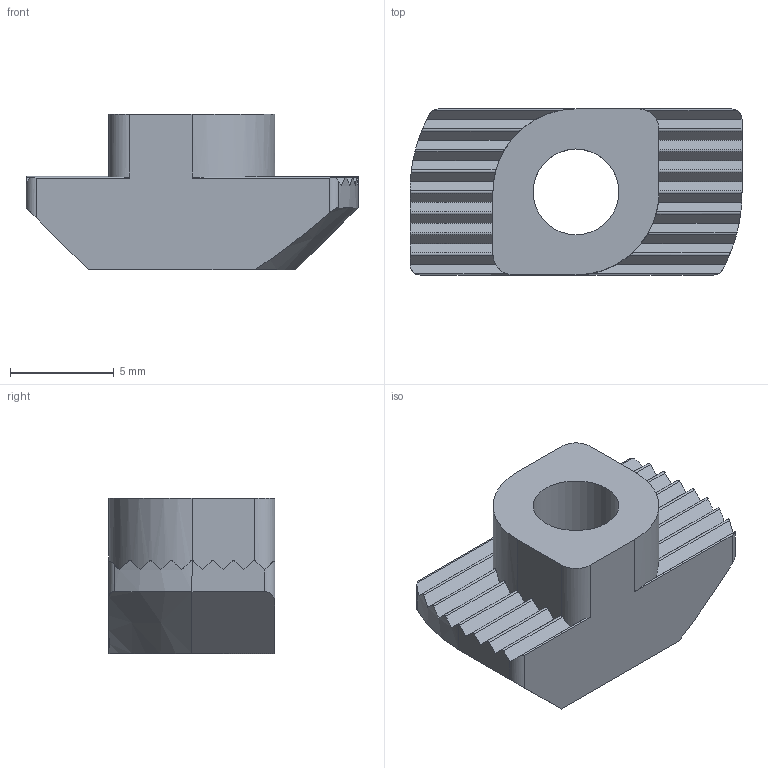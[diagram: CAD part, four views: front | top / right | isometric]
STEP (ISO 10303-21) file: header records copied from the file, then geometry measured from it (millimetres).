
FILE_DESCRIPTION((''),'2;1');
FILE_NAME('AR3394.stp','2016-07-14T10:27:29',('Envy'),(''),'Autodesk Inventor 2013','Autodesk Inventor 2013','');
FILE_SCHEMA(('AUTOMOTIVE_DESIGN { 1 0 10303 214 1 1 1 1 }'));
Length unit declared in the file: millimetre
Products named in the file (1): AR3394
Bounding box: 16 x 8 x 7.5 mm (x, y, z)
Volume: 543.9 mm3; surface area: 587.3 mm2
Topology: 1 solids, 1 shells, 73 faces, 230 edges, 159 vertices
Faces by surface type: plane 42, cylinder 29, cone 2
Full cylindrical faces by diameter (mm): 4.134 x1
Entity records: 2888 total; most frequent: CARTESIAN_POINT 760, ORIENTED_EDGE 456, DIRECTION 394, EDGE_CURVE 228, VERTEX_POINT 158, AXIS2_PLACEMENT_3D 142, VECTOR 110, LINE 110
